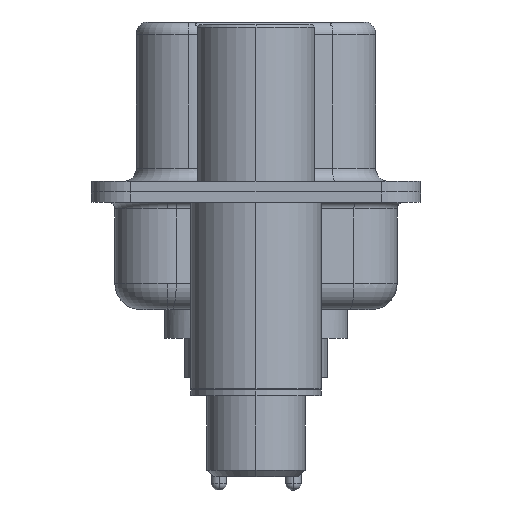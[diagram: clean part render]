
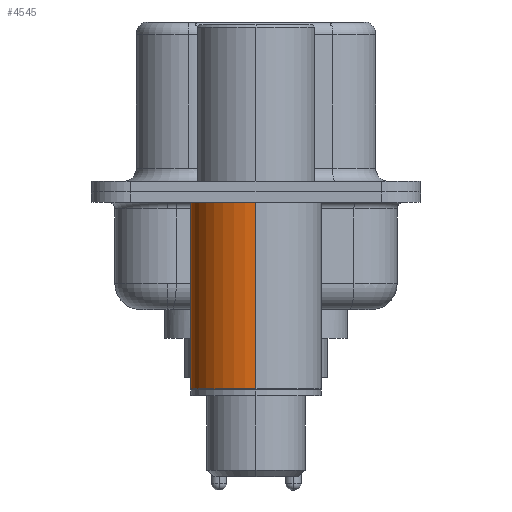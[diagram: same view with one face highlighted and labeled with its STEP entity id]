
A CAD part, left-side view. The second image highlights one B-rep face of the part: STEP entity #4545.
In plain terms, the highlighted cylindrical face has radius 2.5 mm (diameter 5 mm), a partial arc.
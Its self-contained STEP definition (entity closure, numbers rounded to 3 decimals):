
#399 = CARTESIAN_POINT ( 'NONE',  ( 0., 0., -0.4 ) ) ;
#1123 = AXIS2_PLACEMENT_3D ( 'NONE', #399, #14559, #2449 ) ;
#1740 = CIRCLE ( 'NONE', #17377, 2.5 ) ;
#2449 = DIRECTION ( 'NONE',  ( 1., 0., 0. ) ) ;
#2854 = EDGE_CURVE ( 'NONE', #7603, #3233, #7821, .T. ) ;
#3233 = VERTEX_POINT ( 'NONE', #10935 ) ;
#3608 = LINE ( 'NONE', #23449, #14378 ) ;
#3853 = ORIENTED_EDGE ( 'NONE', *, *, #25144, .T. ) ;
#4545 = ADVANCED_FACE ( 'NONE', ( #13104 ), #7103, .T. ) ;
#5449 = VERTEX_POINT ( 'NONE', #19374 ) ;
#5818 = DIRECTION ( 'NONE',  ( 0., 0., 1. ) ) ;
#6931 = DIRECTION ( 'NONE',  ( 0., 0., 1. ) ) ;
#7103 = CYLINDRICAL_SURFACE ( 'NONE', #18164, 2.5 ) ;
#7603 = VERTEX_POINT ( 'NONE', #9868 ) ;
#7821 = LINE ( 'NONE', #11957, #13171 ) ;
#8463 = EDGE_CURVE ( 'NONE', #18330, #3233, #13332, .T. ) ;
#9233 = DIRECTION ( 'NONE',  ( 0., 0., 1. ) ) ;
#9310 = ORIENTED_EDGE ( 'NONE', *, *, #14418, .F. ) ;
#9783 = ORIENTED_EDGE ( 'NONE', *, *, #8463, .F. ) ;
#9868 = CARTESIAN_POINT ( 'NONE',  ( -2.5, 0., -7.525 ) ) ;
#9923 = CARTESIAN_POINT ( 'NONE',  ( 0., 0., 0.581 ) ) ;
#10935 = CARTESIAN_POINT ( 'NONE',  ( -2.5, 0., -0.4 ) ) ;
#11957 = CARTESIAN_POINT ( 'NONE',  ( -2.5, 0., 0.581 ) ) ;
#12443 = ORIENTED_EDGE ( 'NONE', *, *, #2854, .T. ) ;
#12579 = DIRECTION ( 'NONE',  ( 0., 0., 1. ) ) ;
#13104 = FACE_OUTER_BOUND ( 'NONE', #21077, .T. ) ;
#13171 = VECTOR ( 'NONE', #12579, 1000. ) ;
#13332 = CIRCLE ( 'NONE', #1123, 2.5 ) ;
#14378 = VECTOR ( 'NONE', #9233, 1000. ) ;
#14418 = EDGE_CURVE ( 'NONE', #5449, #18330, #3608, .T. ) ;
#14559 = DIRECTION ( 'NONE',  ( 0., 0., 1. ) ) ;
#17377 = AXIS2_PLACEMENT_3D ( 'NONE', #17934, #5818, #19977 ) ;
#17934 = CARTESIAN_POINT ( 'NONE',  ( 0., 0., -7.525 ) ) ;
#18164 = AXIS2_PLACEMENT_3D ( 'NONE', #9923, #6931, #23809 ) ;
#18330 = VERTEX_POINT ( 'NONE', #18735 ) ;
#18735 = CARTESIAN_POINT ( 'NONE',  ( 2.5, 0., -0.4 ) ) ;
#19374 = CARTESIAN_POINT ( 'NONE',  ( 2.5, 0., -7.525 ) ) ;
#19977 = DIRECTION ( 'NONE',  ( 1., 0., 0. ) ) ;
#21077 = EDGE_LOOP ( 'NONE', ( #3853, #12443, #9783, #9310 ) ) ;
#23449 = CARTESIAN_POINT ( 'NONE',  ( 2.5, 0., 0.581 ) ) ;
#23809 = DIRECTION ( 'NONE',  ( 1., 0., 0. ) ) ;
#25144 = EDGE_CURVE ( 'NONE', #5449, #7603, #1740, .T. ) ;
